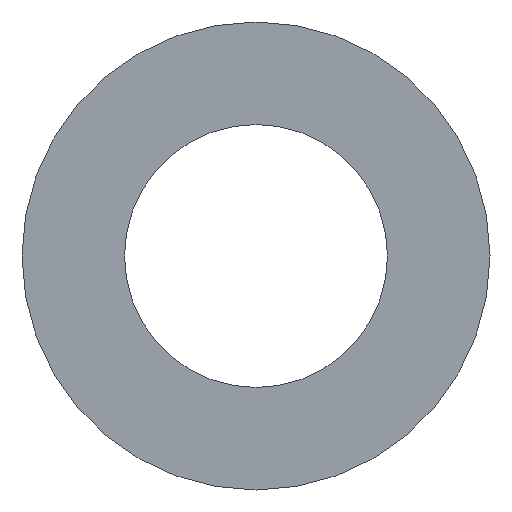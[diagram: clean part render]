
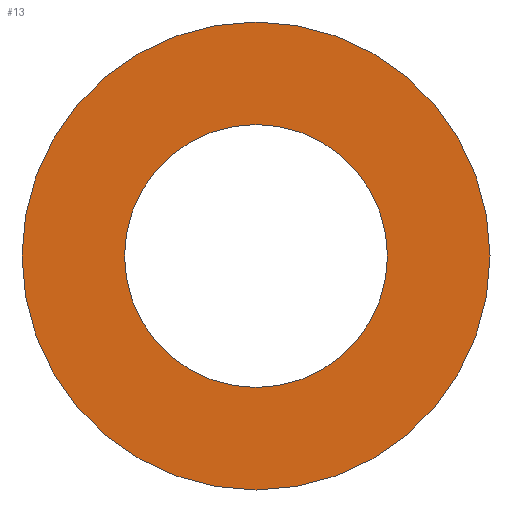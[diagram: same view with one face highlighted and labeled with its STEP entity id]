
A CAD part, front view. The second image highlights one B-rep face of the part: STEP entity #13.
In plain terms, the highlighted planar face has unit normal (0, -1, 0).
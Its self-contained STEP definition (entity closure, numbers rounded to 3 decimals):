
#2 = CARTESIAN_POINT ( 'NONE',  ( 0., 0., -68.5 ) ) ;
#5 = DIRECTION ( 'NONE',  ( 0., 0., 1. ) ) ;
#13 = ADVANCED_FACE ( 'NONE', ( #214, #16 ), #154, .F. ) ;
#15 = DIRECTION ( 'NONE',  ( 0., 1., 0. ) ) ;
#16 = FACE_BOUND ( 'NONE', #248, .T. ) ;
#19 = CARTESIAN_POINT ( 'NONE',  ( 0., 0., 0. ) ) ;
#26 = CIRCLE ( 'NONE', #117, 68.5 ) ;
#31 = CIRCLE ( 'NONE', #127, 38.5 ) ;
#35 = CIRCLE ( 'NONE', #108, 38.5 ) ;
#43 = CARTESIAN_POINT ( 'NONE',  ( 0., 0., 0. ) ) ;
#45 = CARTESIAN_POINT ( 'NONE',  ( 0., 0., 0. ) ) ;
#58 = AXIS2_PLACEMENT_3D ( 'NONE', #175, #82, #96 ) ;
#59 = EDGE_CURVE ( 'NONE', #170, #196, #31, .T. ) ;
#60 = ORIENTED_EDGE ( 'NONE', *, *, #125, .F. ) ;
#66 = CARTESIAN_POINT ( 'NONE',  ( 0., 0., 68.5 ) ) ;
#71 = DIRECTION ( 'NONE',  ( 0., 1., 0. ) ) ;
#75 = EDGE_CURVE ( 'NONE', #97, #78, #26, .T. ) ;
#78 = VERTEX_POINT ( 'NONE', #2 ) ;
#80 = CIRCLE ( 'NONE', #155, 68.5 ) ;
#82 = DIRECTION ( 'NONE',  ( 0., 1., 0. ) ) ;
#84 = DIRECTION ( 'NONE',  ( 0., 0., 1. ) ) ;
#96 = DIRECTION ( 'NONE',  ( 0., 0., 1. ) ) ;
#97 = VERTEX_POINT ( 'NONE', #66 ) ;
#99 = ORIENTED_EDGE ( 'NONE', *, *, #59, .T. ) ;
#108 = AXIS2_PLACEMENT_3D ( 'NONE', #45, #71, #84 ) ;
#116 = CARTESIAN_POINT ( 'NONE',  ( 0., 0., 0. ) ) ;
#117 = AXIS2_PLACEMENT_3D ( 'NONE', #43, #220, #233 ) ;
#125 = EDGE_CURVE ( 'NONE', #78, #97, #80, .T. ) ;
#127 = AXIS2_PLACEMENT_3D ( 'NONE', #116, #15, #231 ) ;
#144 = CARTESIAN_POINT ( 'NONE',  ( 0., 0., -38.5 ) ) ;
#154 = PLANE ( 'NONE',  #58 ) ;
#155 = AXIS2_PLACEMENT_3D ( 'NONE', #19, #236, #5 ) ;
#166 = EDGE_CURVE ( 'NONE', #196, #170, #35, .T. ) ;
#170 = VERTEX_POINT ( 'NONE', #144 ) ;
#173 = ORIENTED_EDGE ( 'NONE', *, *, #75, .F. ) ;
#175 = CARTESIAN_POINT ( 'NONE',  ( 0., 0., 0. ) ) ;
#177 = CARTESIAN_POINT ( 'NONE',  ( 0., 0., 38.5 ) ) ;
#192 = EDGE_LOOP ( 'NONE', ( #60, #173 ) ) ;
#196 = VERTEX_POINT ( 'NONE', #177 ) ;
#210 = ORIENTED_EDGE ( 'NONE', *, *, #166, .T. ) ;
#214 = FACE_OUTER_BOUND ( 'NONE', #192, .T. ) ;
#220 = DIRECTION ( 'NONE',  ( 0., 1., 0. ) ) ;
#231 = DIRECTION ( 'NONE',  ( 0., 0., 1. ) ) ;
#233 = DIRECTION ( 'NONE',  ( 0., 0., 1. ) ) ;
#236 = DIRECTION ( 'NONE',  ( 0., 1., 0. ) ) ;
#248 = EDGE_LOOP ( 'NONE', ( #99, #210 ) ) ;
